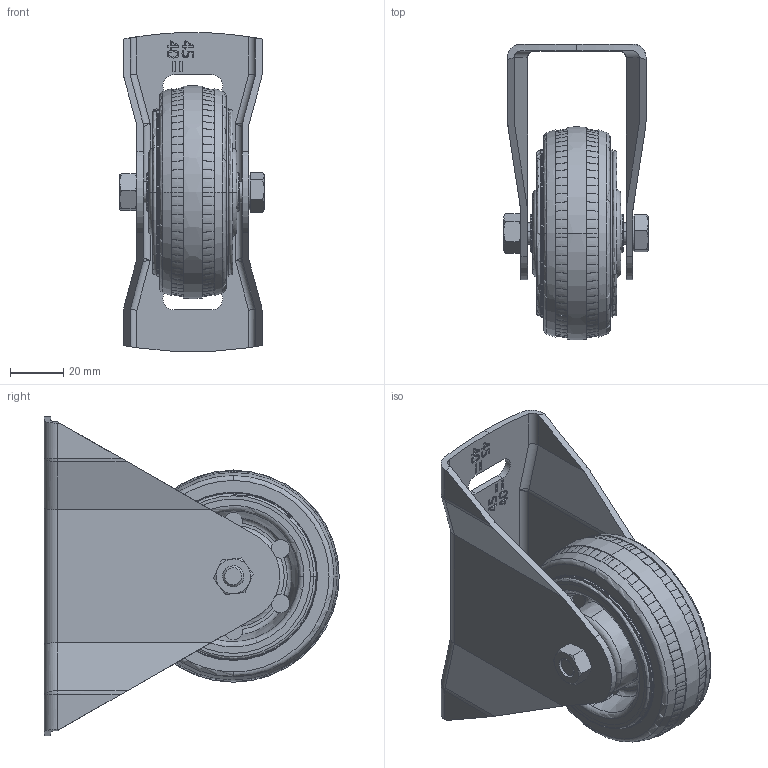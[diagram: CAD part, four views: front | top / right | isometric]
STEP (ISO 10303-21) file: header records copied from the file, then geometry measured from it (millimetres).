
FILE_DESCRIPTION (( 'STEP AP214' ), '1' );
FILE_NAME ('Accessories for aluminium profiles098F080G4045NESD.step', '2016-10-19T18:20:03', ( '' ), ( '' ), 'SwSTEP 2.0', 'SolidWorks 2016', '' );
FILE_SCHEMA (( 'AUTOMOTIVE_DESIGN' ));
Length unit declared in the file: millimetre
Products named in the file (5): VPA_80_8K-EL_598235-214_selction no pls; 098F4045R u.Tab_098F0804045; 4DIN934M08M; 4DIN931M08048MS01; Accessories for aluminium profiles098F080G4045NESD
Assembly tree (4 placements, depth 2):
  Accessories for aluminium profiles098F080G4045NESD
    4DIN931M08048MS01
    4DIN934M08M
    098F4045R u.Tab_098F0804045
    VPA_80_8K-EL_598235-214_selction no pls
Bounding box: 54.2 x 110.98 x 119.82 mm (x, y, z)
Volume: 159871.8 mm3; surface area: 61263.9 mm2
Topology: 4 solids, 5 shells, 760 faces, 2080 edges, 1360 vertices
Faces by surface type: plane 304, bspline 232, cylinder 107, torus 60, cone 53, sphere 4
Entity records: 41060 total; most frequent: CARTESIAN_POINT 18269, ORIENTED_EDGE 4144, DIRECTION 2965, EDGE_CURVE 2072, VERTEX_POINT 1360, AXIS2_PLACEMENT_3D 1092, EDGE_LOOP 810, VECTOR 781
